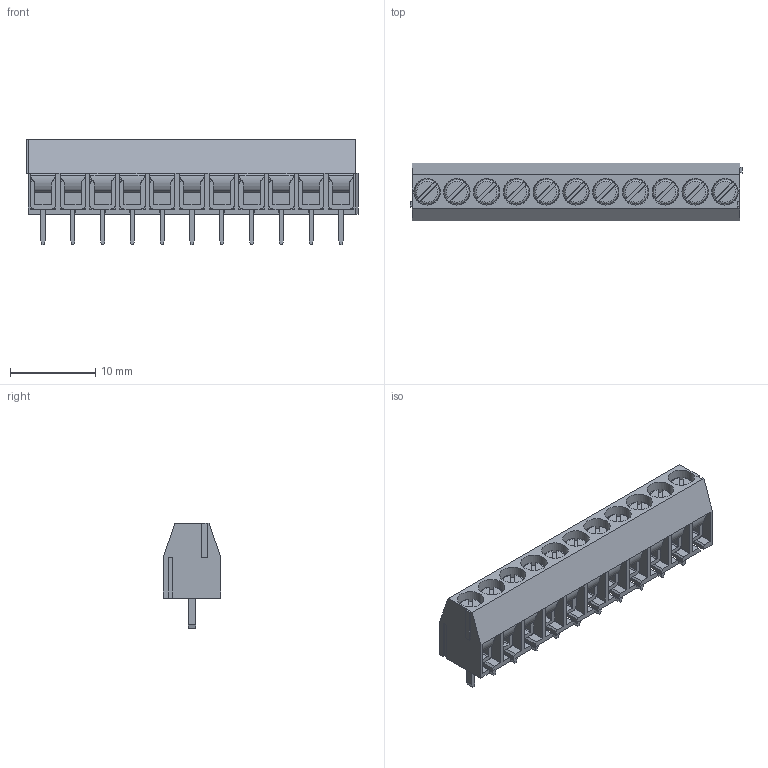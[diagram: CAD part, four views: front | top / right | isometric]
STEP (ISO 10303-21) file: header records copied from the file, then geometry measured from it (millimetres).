
FILE_DESCRIPTION(('FreeCAD Model'),'2;1');
FILE_NAME('Open CASCADE Shape Model','2023-02-18T22:12:32',( 'kicad StepUp'),('ksu MCAD'),'Open CASCADE STEP processor 7.6', 'FreeCAD','Unknown');
FILE_SCHEMA(('AUTOMOTIVE_DESIGN { 1 0 10303 214 1 1 1 1 }'));
Length unit declared in the file: millimetre
Products named in the file (38): PCB_Terminal_Block_11-P3.5; Body193; Body194; Body195; M1.6x4-Screw010; Body196; Body197; Body198; Body199; Body200; Body201; Body202; Body203; Body204; Body205; Body206; Body207; Body208; Body209; Body210; Body211; Body212; Body213; Body214; Body215; Body216; Body217; Body218; Body219; Body220; Body221; Body222; Body223; Body224; Body225; Body226; Body227; Body228
Assembly tree (37 placements, depth 2):
  PCB_Terminal_Block_11-P3.5
    Body193
    Body194
    Body195
    M1.6x4-Screw010
    Body196
    Body197
    Body198
    Body199
    Body200
    Body201
    Body202
    Body203
    Body204
    Body205
    Body206
    Body207
    Body208
    Body209
    Body210
    Body211
    Body212
    Body213
    Body214
    Body215
    Body216
    Body217
    Body218
    Body219
    Body220
    Body221
    Body222
    Body223
    Body224
    Body225
    Body226
    Body227
    Body228
Bounding box: 39 x 6.8 x 12.4 mm (x, y, z)
Volume: 1625.9 mm3; surface area: 5142.7 mm2
Topology: 37 solids, 37 shells, 1116 faces, 3020 edges, 1976 vertices
Faces by surface type: plane 734, cylinder 334, revolution 36, cone 12
Full cylindrical faces by diameter (mm): 1.25 x24, 1.6 x12, 1.8 x12, 2.1 x11, 3.1 x11
Entity records: 37805 total; most frequent: CARTESIAN_POINT 8082, ORIENTED_EDGE 6042, DIRECTION 5936, EDGE_CURVE 3020, LINE 2064, VECTOR 2064, VERTEX_POINT 1976, AXIS2_PLACEMENT_3D 1918
